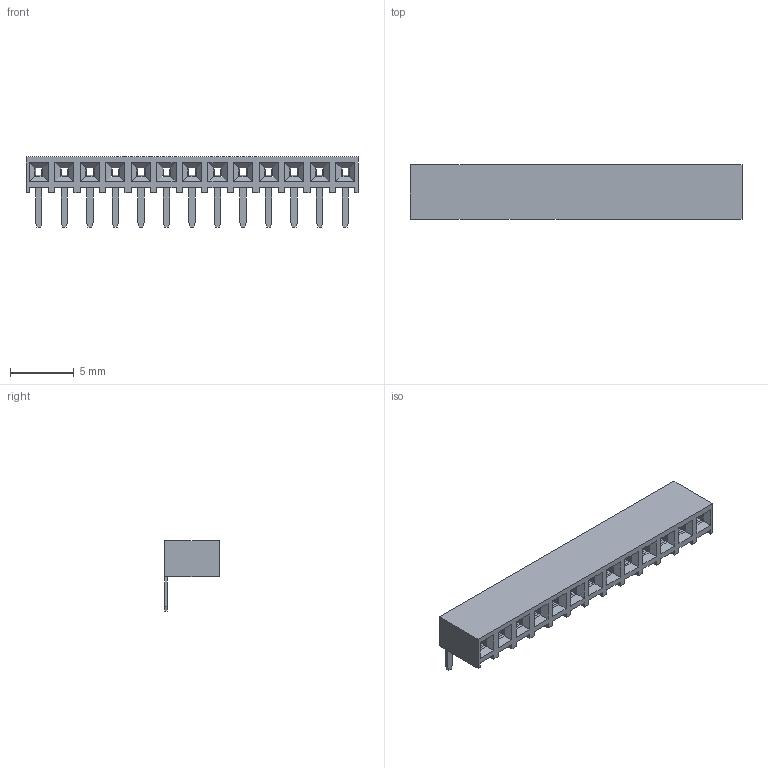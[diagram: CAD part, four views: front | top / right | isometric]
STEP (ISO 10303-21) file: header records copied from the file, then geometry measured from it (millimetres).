
FILE_DESCRIPTION(('STEP AP214'), '1');
FILE_NAME('PBS2-R', '', ('UNSPECIFIED'), ('UNSPECIFIED'), 'ASCON STEP Converter 1.6', 'ASCON Math Kernel', '');
FILE_SCHEMA(('AUTOMOTIVE_DESIGN { 1 0 10303 214 3 1 1}'));
Length unit declared in the file: millimetre
Bounding box: 26 x 4.3 x 5.5 mm (x, y, z)
Volume: 192.6 mm3; surface area: 1089.9 mm2
Topology: 14 solids, 14 shells, 942 faces, 2586 edges, 1672 vertices
Faces by surface type: plane 760, cylinder 182
Entity records: 37112 total; most frequent: CARTESIAN_POINT 5201, ORIENTED_EDGE 5172, DIRECTION 4836, EDGE_CURVE 2586, LINE 2222, VECTOR 2222, VERTEX_POINT 1672, AXIS2_PLACEMENT_3D 1307
